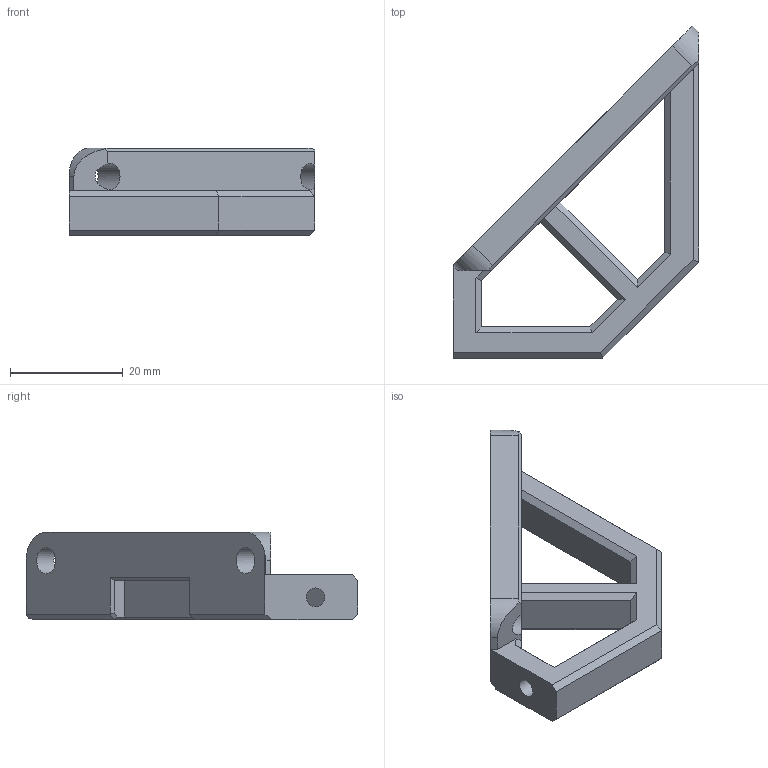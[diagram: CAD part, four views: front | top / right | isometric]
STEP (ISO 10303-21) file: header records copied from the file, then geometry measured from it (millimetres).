
FILE_DESCRIPTION(/* description */ (''),/* implementation_level */ '2;1');
FILE_NAME(/* name */ 'BTT_SPI35_Leg_L.step',/* time_stamp */ '2023-02-15T23:45:07-08:00',/* author */ (''),/* organization */ (''),/* preprocessor_version */ 'ST-DEVELOPER v19.2',/* originating_system */ 'Autodesk Translation Framework v11.17.0.187',/* authorisation */ '');
FILE_SCHEMA (('AUTOMOTIVE_DESIGN { 1 0 10303 214 3 1 1 }'));
Length unit declared in the file: millimetre
Products named in the file (1): Master 150mm
Bounding box: 43.5 x 58.84 x 15.54 mm (x, y, z)
Volume: 8659 mm3; surface area: 5154.3 mm2
Topology: 1 solids, 1 shells, 65 faces, 174 edges, 107 vertices
Faces by surface type: plane 59, cylinder 6
Full cylindrical faces by diameter (mm): 3.3 x1, 4.7 x2, 5.5 x1
Entity records: 2015 total; most frequent: ORIENTED_EDGE 348, CARTESIAN_POINT 347, DIRECTION 327, EDGE_CURVE 174, LINE 153, VECTOR 153, VERTEX_POINT 107, AXIS2_PLACEMENT_3D 87
